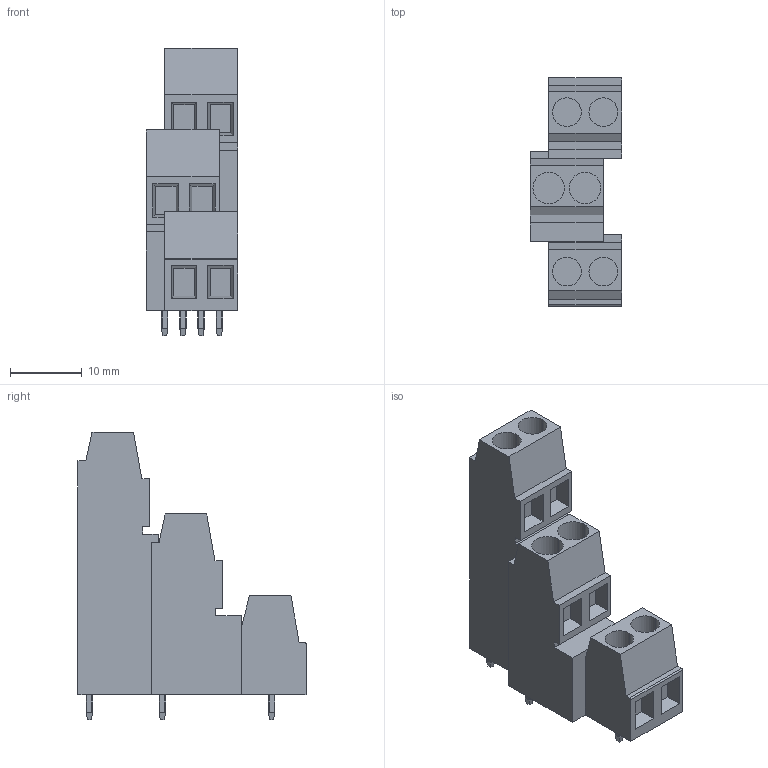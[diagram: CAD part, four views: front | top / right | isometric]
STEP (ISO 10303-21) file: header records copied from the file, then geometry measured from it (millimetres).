
FILE_DESCRIPTION(('CATIA V5 STEP','CAx-IF Rec.Pracs.--- Model Styling and Organization---1.2---2011-12-15'),'2;1');
FILE_NAME ('D1455745_0_1769620000_1769620000.stp','2018-09-08T04:54:07+00:00',('none'),('Weidmueller'),'CATIA Version 5-6 Release 2014','CATIA V5 STEP AP214','none');
FILE_SCHEMA(('AUTOMOTIVE_DESIGN { 1 0 10303 214 1 1 1 1 }'));
Length unit declared in the file: millimetre
Products named in the file (1): 1769620000
Bounding box: 12.7 x 31.8 x 40.1 mm (x, y, z)
Volume: 7081.7 mm3; surface area: 3620 mm2
Topology: 7 solids, 7 shells, 169 faces, 429 edges, 286 vertices
Faces by surface type: plane 156, cylinder 13
Entity records: 4713 total; most frequent: CARTESIAN_POINT 884, ORIENTED_EDGE 858, DIRECTION 621, EDGE_CURVE 429, VECTOR 355, LINE 355, VERTEX_POINT 286, EDGE_LOOP 181
